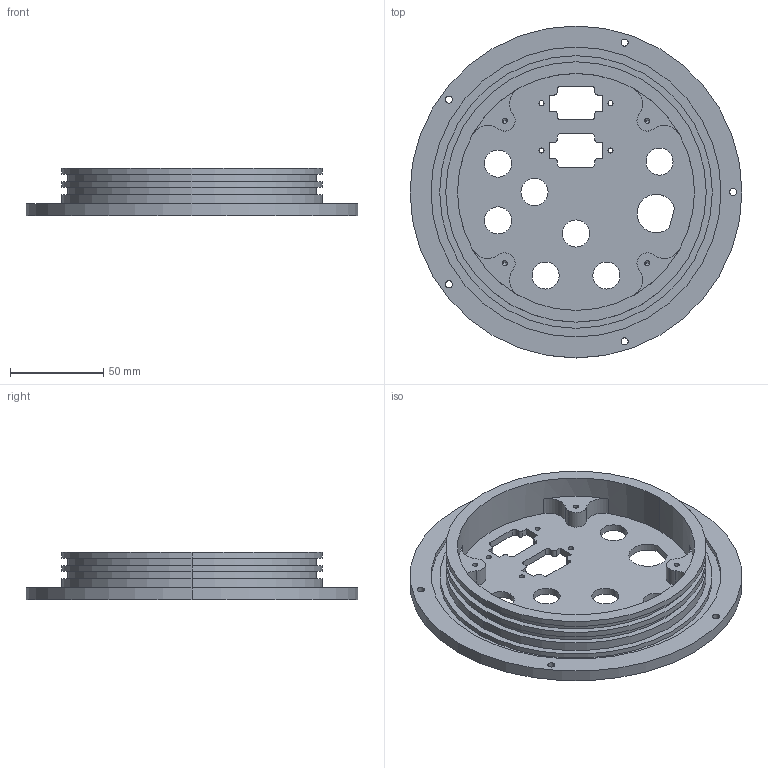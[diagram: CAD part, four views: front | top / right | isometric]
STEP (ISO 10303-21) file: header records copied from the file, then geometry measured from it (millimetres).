
FILE_DESCRIPTION (( 'STEP AP214' ), '1' );
FILE_NAME ('End Cap Front STEP.STEP', '2016-02-18T21:31:00', ( '' ), ( '' ), 'SwSTEP 2.0', 'SolidWorks 2015', '' );
FILE_SCHEMA (( 'AUTOMOTIVE_DESIGN' ));
Length unit declared in the file: inch
Products named in the file (1): End Cap Front STEP
Bounding box: 177.8 x 177.8 x 25.4 mm (x, y, z)
Volume: 157787.5 mm3; surface area: 76403.7 mm2
Topology: 1 solids, 1 shells, 138 faces, 376 edges, 244 vertices
Faces by surface type: cylinder 91, plane 39, cone 8
Entity records: 4506 total; most frequent: DIRECTION 836, CARTESIAN_POINT 751, ORIENTED_EDGE 736, EDGE_CURVE 368, AXIS2_PLACEMENT_3D 329, VERTEX_POINT 244, CIRCLE 190, EDGE_LOOP 188
